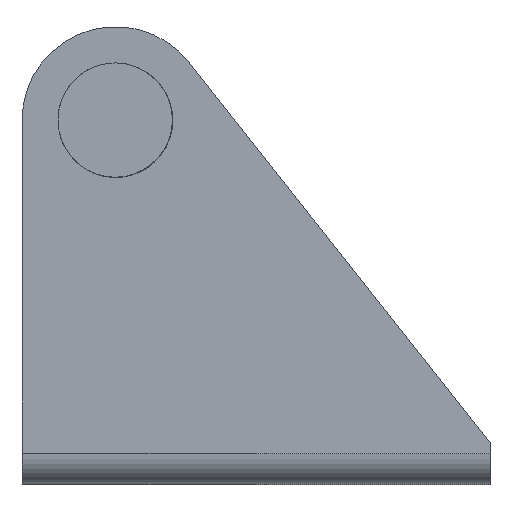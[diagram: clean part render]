
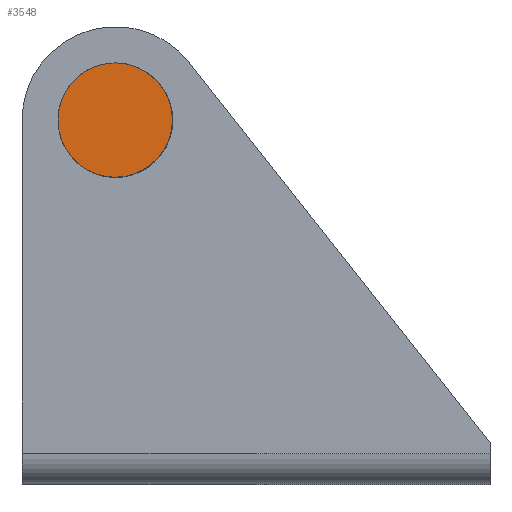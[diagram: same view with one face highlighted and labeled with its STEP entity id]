
A CAD part, top view. The second image highlights one B-rep face of the part: STEP entity #3548.
In plain terms, the highlighted planar face has unit normal (0, 0, 1).
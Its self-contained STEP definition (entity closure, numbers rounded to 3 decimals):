
#1441 = CYLINDRICAL_SURFACE('',#1442,5.5);
#1442 = AXIS2_PLACEMENT_3D('',#1443,#1444,#1445);
#1443 = CARTESIAN_POINT('',(-9.046,13.208,-19.606));
#1444 = DIRECTION('',(0.,0.,1.));
#1445 = DIRECTION('',(-1.,0.,0.));
#2811 = VERTEX_POINT('',#2812);
#2812 = CARTESIAN_POINT('',(-3.546,13.208,30.394));
#2832 = EDGE_CURVE('',#2811,#2811,#2833,.T.);
#2833 = SURFACE_CURVE('',#2834,(#2839,#2868),.PCURVE_S1.);
#2834 = CIRCLE('',#2835,5.5);
#2835 = AXIS2_PLACEMENT_3D('',#2836,#2837,#2838);
#2836 = CARTESIAN_POINT('',(-9.046,13.208,30.394));
#2837 = DIRECTION('',(0.,0.,1.));
#2838 = DIRECTION('',(-1.,0.,0.));
#2839 = PCURVE('',#1441,#2840);
#2840 = DEFINITIONAL_REPRESENTATION('',(#2841),#2867);
#2841 = B_SPLINE_CURVE_WITH_KNOTS('',3,(#2842,#2843,#2844,#2845,#2846,
    #2847,#2848,#2849,#2850,#2851,#2852,#2853,#2854,#2855,#2856,#2857,
    #2858,#2859,#2860,#2861,#2862,#2863,#2864,#2865,#2866),
  .UNSPECIFIED.,.F.,.F.,(4,1,1,1,1,1,1,1,1,1,1,1,1,1,1,1,1,1,1,1,1,1,4),
  (3.142,3.427,3.713,3.998,
    4.284,4.57,4.855,5.141,
    5.426,5.712,5.998,6.283,
    6.569,6.854,7.14,7.426,
    7.711,7.997,8.282,8.568,
    8.854,9.139,9.425),.QUASI_UNIFORM_KNOTS.);
#2842 = CARTESIAN_POINT('',(3.142,50.));
#2843 = CARTESIAN_POINT('',(3.237,50.));
#2844 = CARTESIAN_POINT('',(3.427,50.));
#2845 = CARTESIAN_POINT('',(3.713,50.));
#2846 = CARTESIAN_POINT('',(3.998,50.));
#2847 = CARTESIAN_POINT('',(4.284,50.));
#2848 = CARTESIAN_POINT('',(4.57,50.));
#2849 = CARTESIAN_POINT('',(4.855,50.));
#2850 = CARTESIAN_POINT('',(5.141,50.));
#2851 = CARTESIAN_POINT('',(5.426,50.));
#2852 = CARTESIAN_POINT('',(5.712,50.));
#2853 = CARTESIAN_POINT('',(5.998,50.));
#2854 = CARTESIAN_POINT('',(6.283,50.));
#2855 = CARTESIAN_POINT('',(6.569,50.));
#2856 = CARTESIAN_POINT('',(6.854,50.));
#2857 = CARTESIAN_POINT('',(7.14,50.));
#2858 = CARTESIAN_POINT('',(7.426,50.));
#2859 = CARTESIAN_POINT('',(7.711,50.));
#2860 = CARTESIAN_POINT('',(7.997,50.));
#2861 = CARTESIAN_POINT('',(8.282,50.));
#2862 = CARTESIAN_POINT('',(8.568,50.));
#2863 = CARTESIAN_POINT('',(8.854,50.));
#2864 = CARTESIAN_POINT('',(9.139,50.));
#2865 = CARTESIAN_POINT('',(9.33,50.));
#2866 = CARTESIAN_POINT('',(9.425,50.));
#2867 = ( GEOMETRIC_REPRESENTATION_CONTEXT(2) 
PARAMETRIC_REPRESENTATION_CONTEXT() REPRESENTATION_CONTEXT('2D SPACE',''
  ) );
#2868 = PCURVE('',#2869,#2874);
#2869 = PLANE('',#2870);
#2870 = AXIS2_PLACEMENT_3D('',#2871,#2872,#2873);
#2871 = CARTESIAN_POINT('',(-9.046,13.208,30.394));
#2872 = DIRECTION('',(0.,0.,1.));
#2873 = DIRECTION('',(1.,0.,0.));
#2874 = DEFINITIONAL_REPRESENTATION('',(#2875),#2879);
#2875 = CIRCLE('',#2876,5.5);
#2876 = AXIS2_PLACEMENT_2D('',#2877,#2878);
#2877 = CARTESIAN_POINT('',(0.,0.));
#2878 = DIRECTION('',(-1.,0.));
#2879 = ( GEOMETRIC_REPRESENTATION_CONTEXT(2) 
PARAMETRIC_REPRESENTATION_CONTEXT() REPRESENTATION_CONTEXT('2D SPACE',''
  ) );
#3548 = ADVANCED_FACE('',(#3549),#2869,.T.);
#3549 = FACE_BOUND('',#3550,.T.);
#3550 = EDGE_LOOP('',(#3551));
#3551 = ORIENTED_EDGE('',*,*,#2832,.T.);
